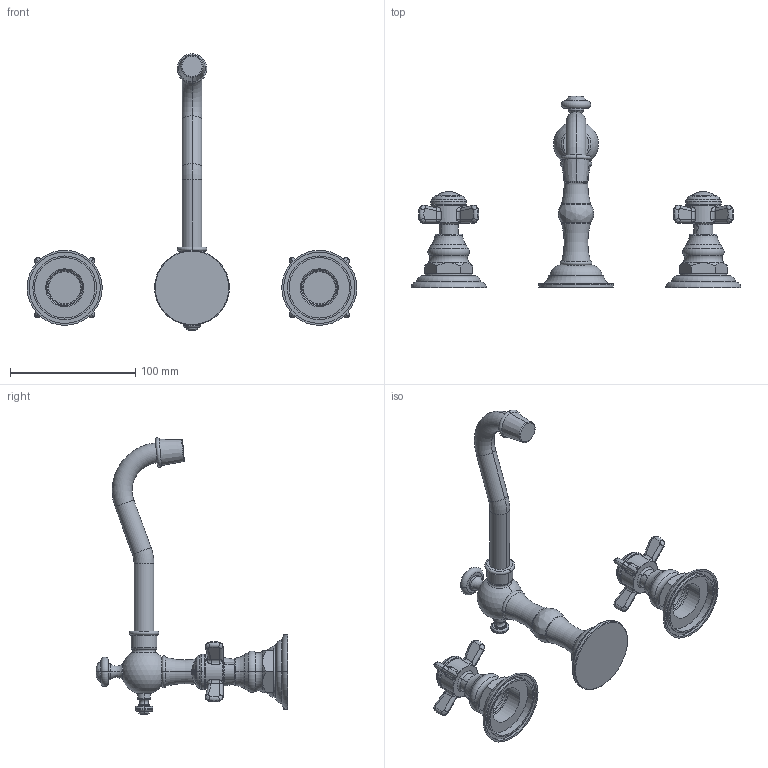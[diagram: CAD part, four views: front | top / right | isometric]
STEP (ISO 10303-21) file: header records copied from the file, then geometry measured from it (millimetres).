
FILE_DESCRIPTION((''),'2;1');
FILE_NAME('1000','2020-11-25T11:15:52',('jinson.thomas'),(''),'CREO PARAMETRIC BY PTC INC, 2018400','CREO PARAMETRIC BY PTC INC, 2018400','');
FILE_SCHEMA(('CONFIG_CONTROL_DESIGN'));
Length unit declared in the file: inch
Products named in the file (1): 1000
Bounding box: 263.14 x 153.02 x 220.47 mm (x, y, z)
Volume: 210163.2 mm3; surface area: 67402.6 mm2
Topology: 3 solids, 3 shells, 638 faces, 1553 edges, 950 vertices
Faces by surface type: plane 194, cylinder 176, torus 126, bspline 94, sphere 24, cone 20, extrusion 4
Entity records: 27227 total; most frequent: CARTESIAN_POINT 12555, DIRECTION 3172, ORIENTED_EDGE 3098, EDGE_CURVE 1549, AXIS2_PLACEMENT_3D 1398, VERTEX_POINT 950, CIRCLE 858, EDGE_LOOP 671
